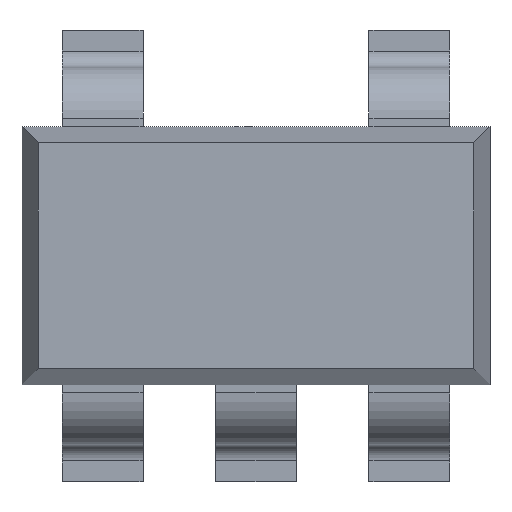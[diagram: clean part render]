
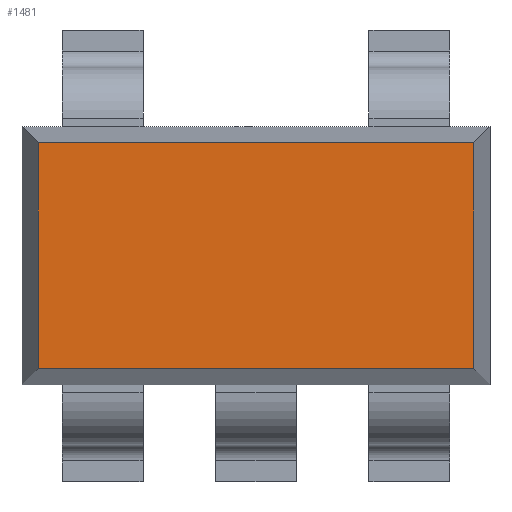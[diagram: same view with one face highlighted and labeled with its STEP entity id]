
A CAD part, top view. The second image highlights one B-rep face of the part: STEP entity #1481.
In plain terms, the highlighted planar face has unit normal (0, 0, 1).
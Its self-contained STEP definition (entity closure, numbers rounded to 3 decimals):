
#83=FACE_OUTER_BOUND('',#167,.T.);
#167=EDGE_LOOP('',(#958,#959,#960,#961));
#274=LINE('',#2171,#442);
#275=LINE('',#2173,#443);
#276=LINE('',#2175,#444);
#277=LINE('',#2176,#445);
#442=VECTOR('',#1739,1.);
#443=VECTOR('',#1740,1.);
#444=VECTOR('',#1741,1.);
#445=VECTOR('',#1742,1.);
#606=VERTEX_POINT('',#2169);
#607=VERTEX_POINT('',#2170);
#608=VERTEX_POINT('',#2172);
#609=VERTEX_POINT('',#2174);
#746=EDGE_CURVE('',#606,#607,#274,.T.);
#747=EDGE_CURVE('',#607,#608,#275,.T.);
#748=EDGE_CURVE('',#608,#609,#276,.T.);
#749=EDGE_CURVE('',#609,#606,#277,.T.);
#958=ORIENTED_EDGE('',*,*,#746,.T.);
#959=ORIENTED_EDGE('',*,*,#747,.T.);
#960=ORIENTED_EDGE('',*,*,#748,.T.);
#961=ORIENTED_EDGE('',*,*,#749,.T.);
#1342=PLANE('',#1580);
#1481=ADVANCED_FACE('',(#83),#1342,.F.);
#1580=AXIS2_PLACEMENT_3D('',#2168,#1737,#1738);
#1737=DIRECTION('center_axis',(0.,0.,-1.));
#1738=DIRECTION('ref_axis',(-1.,0.,0.));
#1739=DIRECTION('',(0.,1.,0.));
#1740=DIRECTION('',(-1.,0.,0.));
#1741=DIRECTION('',(0.,-1.,0.));
#1742=DIRECTION('',(1.,0.,0.));
#2168=CARTESIAN_POINT('Origin',(0.,0.,1.22));
#2169=CARTESIAN_POINT('',(1.35,-0.7,1.22));
#2170=CARTESIAN_POINT('',(1.35,0.7,1.22));
#2171=CARTESIAN_POINT('',(1.35,0.,1.22));
#2172=CARTESIAN_POINT('',(-1.35,0.7,1.22));
#2173=CARTESIAN_POINT('',(0.,0.7,1.22));
#2174=CARTESIAN_POINT('',(-1.35,-0.7,1.22));
#2175=CARTESIAN_POINT('',(-1.35,0.,1.22));
#2176=CARTESIAN_POINT('',(0.,-0.7,1.22));
